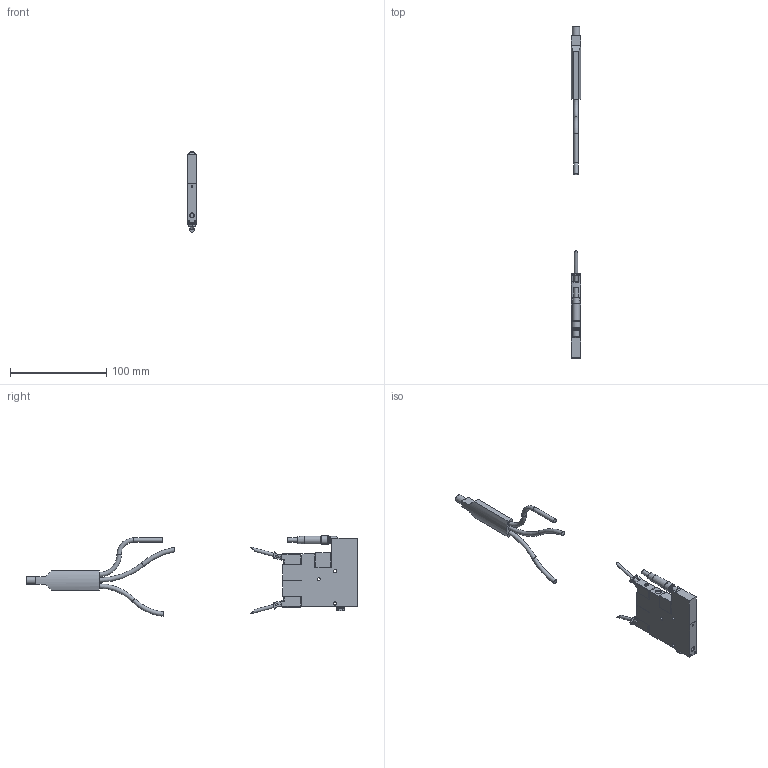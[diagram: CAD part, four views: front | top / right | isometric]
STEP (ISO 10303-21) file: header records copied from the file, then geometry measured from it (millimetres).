
FILE_DESCRIPTION(/* description */ ('STEP AP214'),/* implementation_level */ '2;1');
FILE_NAME(/* name */ '171054_VADMI-45-LS-N',/* time_stamp */ '2024-09-16T06:32:14+02:00',/* author */ ('License CC BY-ND 4.0'),/* organization */ ('CADENAS'),/* preprocessor_version */ 'ST-DEVELOPER v19.3',/* originating_system */ 'PARTsolutions',/* authorisation */ ' ');
FILE_SCHEMA (('AUTOMOTIVE_DESIGN {1 0 10303 214 3 1 1}'));
Length unit declared in the file: millimetre
Products named in the file (6): 171054 VADMI-45-LS-N; 171054 VADMI-45-LS-N_(p); 3843 B-M5; 171054 VADMI-45-LS-N (l); 193443 KMYZ-2-24-10-LED; 171054 VADMI-45-LS-N (dose)
Assembly tree (6 placements, depth 2):
  171054 VADMI-45-LS-N
    171054 VADMI-45-LS-N_(p)
    3843 B-M5
    171054 VADMI-45-LS-N (l)
    193443 KMYZ-2-24-10-LED  x2
    171054 VADMI-45-LS-N (dose)
Bounding box: 10 x 344.2 x 83.54 mm (x, y, z)
Volume: 63812.5 mm3; surface area: 26299.3 mm2
Topology: 6 solids, 6 shells, 360 faces, 837 edges, 532 vertices
Faces by surface type: plane 227, cylinder 87, cone 36, torus 8, sphere 2
Full cylindrical faces by diameter (mm): 1 x8, 1.5 x2, 1.567 x3, 2 x2, 3.2 x3, 3.4 x2, 3.8 x2, 4 x2, 4.1 x2, 4.134 x3, 4.5 x2, 5 x1, 5.4 x1, 5.5 x1, 6.5 x4, 6.917 x1, 7 x1, 7.4 x1, 7.6 x1, 7.7 x1, 8 x2, 8.085 x1, 9 x1
Entity records: 8176 total; most frequent: CARTESIAN_POINT 1297, DIRECTION 1280, ORIENTED_EDGE 1072, EDGE_CURVE 536, AXIS2_PLACEMENT_3D 490, EDGE_LOOP 400, FACE_BOUND 400, VERTEX_POINT 384
